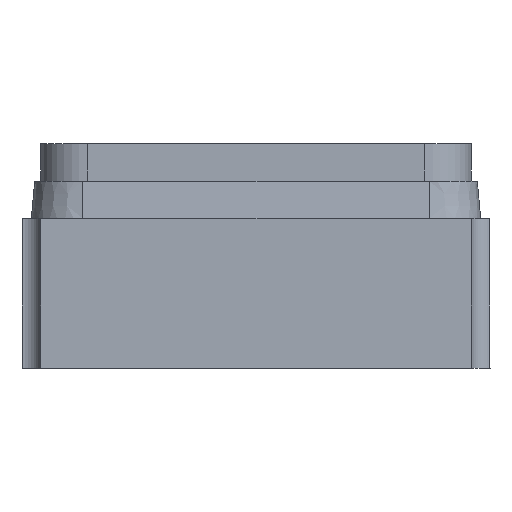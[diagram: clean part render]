
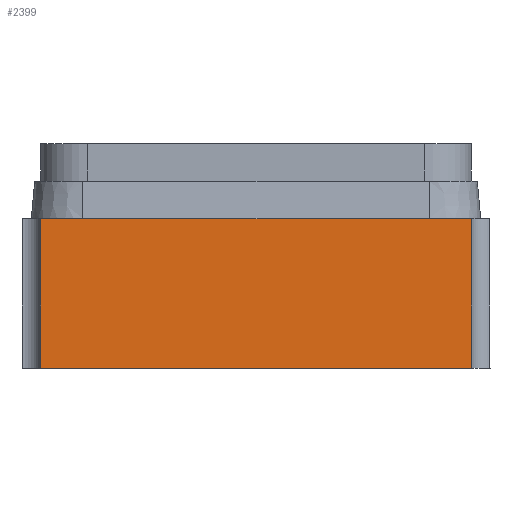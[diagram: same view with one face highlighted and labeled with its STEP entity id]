
A CAD part, front view. The second image highlights one B-rep face of the part: STEP entity #2399.
In plain terms, the highlighted face is planar.
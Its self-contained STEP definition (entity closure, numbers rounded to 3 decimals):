
#113=LINE('',#3761,#221);
#128=LINE('',#3803,#236);
#129=LINE('',#3807,#237);
#130=LINE('',#3809,#238);
#221=VECTOR('',#2819,1000.);
#236=VECTOR('',#2858,1000.);
#237=VECTOR('',#2863,1000.);
#238=VECTOR('',#2864,1000.);
#804=ORIENTED_EDGE('',*,*,#1092,.T.);
#805=ORIENTED_EDGE('',*,*,#1090,.F.);
#806=ORIENTED_EDGE('',*,*,#1069,.F.);
#807=ORIENTED_EDGE('',*,*,#1093,.T.);
#1069=EDGE_CURVE('',#1252,#1253,#113,.T.);
#1090=EDGE_CURVE('',#1253,#1268,#128,.T.);
#1092=EDGE_CURVE('',#1269,#1268,#129,.T.);
#1093=EDGE_CURVE('',#1252,#1269,#130,.T.);
#1252=VERTEX_POINT('',#3760);
#1253=VERTEX_POINT('',#3762);
#1268=VERTEX_POINT('',#3804);
#1269=VERTEX_POINT('',#3808);
#1414=EDGE_LOOP('',(#804,#805,#806,#807));
#1529=FACE_BOUND('',#1414,.T.);
#1609=PLANE('',#2527);
#2399=ADVANCED_FACE('',(#1529),#1609,.F.);
#2527=AXIS2_PLACEMENT_3D('',#3806,#2861,#2862);
#2819=DIRECTION('',(0.,1.,0.));
#2858=DIRECTION('',(0.,0.,-1.));
#2861=DIRECTION('',(-1.,0.,0.));
#2862=DIRECTION('',(0.,0.,1.));
#2863=DIRECTION('',(0.,1.,0.));
#2864=DIRECTION('',(0.,0.,-1.));
#3760=CARTESIAN_POINT('',(1.6,-1.15,0.8));
#3761=CARTESIAN_POINT('',(1.6,-1.15,0.8));
#3762=CARTESIAN_POINT('',(1.6,1.15,0.8));
#3803=CARTESIAN_POINT('',(1.6,1.15,0.8));
#3804=CARTESIAN_POINT('',(1.6,1.15,0.));
#3806=CARTESIAN_POINT('',(1.6,-1.15,0.8));
#3807=CARTESIAN_POINT('',(1.6,-1.15,0.));
#3808=CARTESIAN_POINT('',(1.6,-1.15,0.));
#3809=CARTESIAN_POINT('',(1.6,-1.15,0.8));
